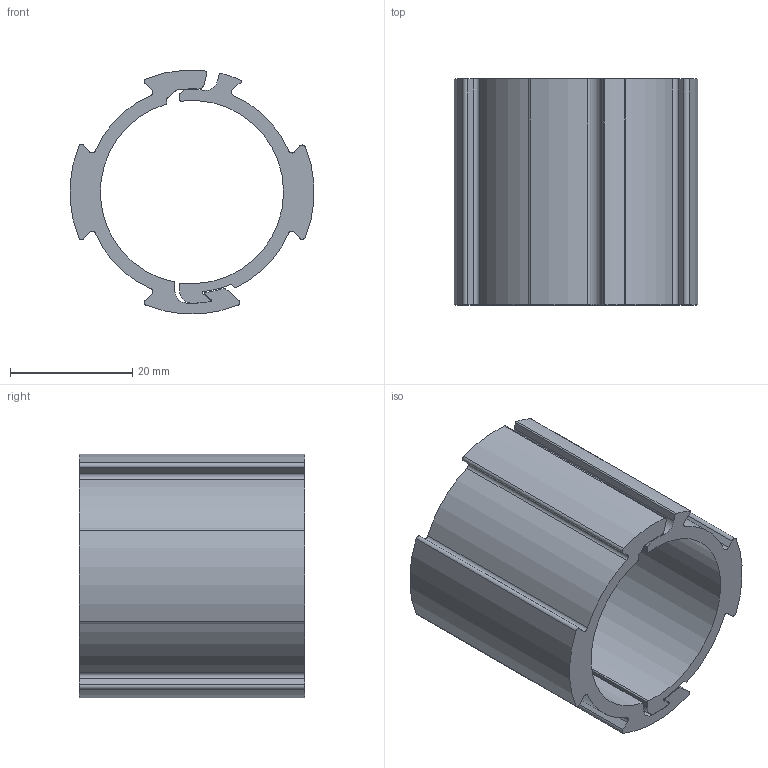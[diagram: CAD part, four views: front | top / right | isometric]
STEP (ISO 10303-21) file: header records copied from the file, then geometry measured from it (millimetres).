
FILE_DESCRIPTION (( 'STEP AP203' ), '1' );
FILE_NAME ('25.09.06.00122.step', '2022-11-07T19:13:47', ( '' ), ( '' ), 'SwSTEP 2.0', 'SolidWorks 2021', '' );
FILE_SCHEMA (( 'CONFIG_CONTROL_DESIGN' ));
Length unit declared in the file: millimetre
Products named in the file (1): 25.09.06.00122
Bounding box: 39.89 x 37 x 39.9 mm (x, y, z)
Volume: 13716 mm3; surface area: 11109.4 mm2
Topology: 2 solids, 2 shells, 75 faces, 213 edges, 142 vertices
Faces by surface type: cylinder 52, plane 23
Entity records: 2566 total; most frequent: DIRECTION 469, CARTESIAN_POINT 431, ORIENTED_EDGE 426, EDGE_CURVE 213, AXIS2_PLACEMENT_3D 180, VERTEX_POINT 142, VECTOR 109, LINE 109
